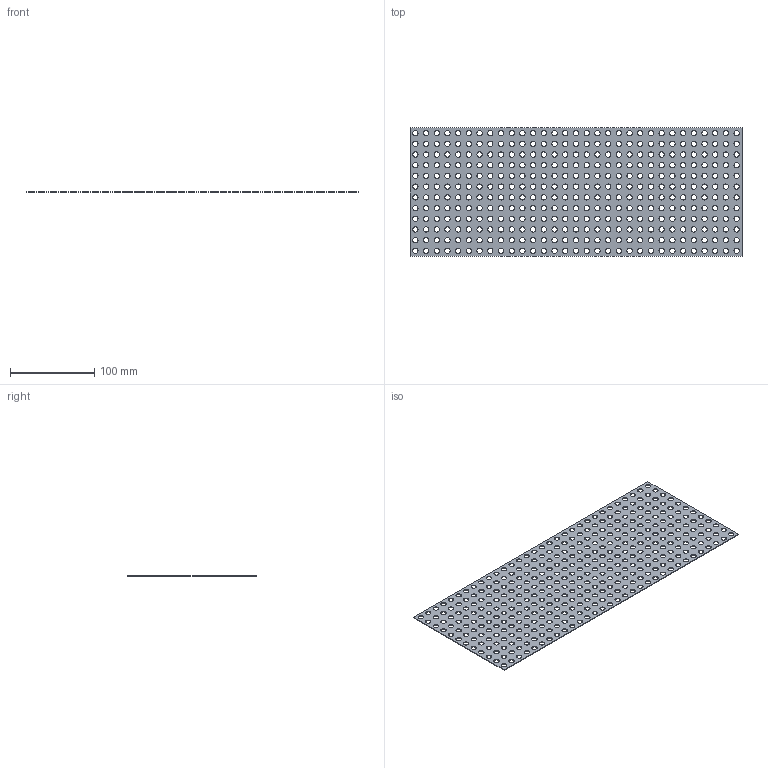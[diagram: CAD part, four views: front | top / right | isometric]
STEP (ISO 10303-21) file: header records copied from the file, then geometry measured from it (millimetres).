
FILE_DESCRIPTION (( 'STEP AP203' ), '1' );
FILE_NAME ('am-4964 15.5IN x 6.0IN x 0.03IN Perforated Sheet.STEP', '2023-07-17T19:52:52', ( '' ), ( '' ), 'SwSTEP 2.0', 'SolidWorks 2022', '' );
FILE_SCHEMA (( 'CONFIG_CONTROL_DESIGN' ));
Length unit declared in the file: inch
Products named in the file (1): am-4964 15.5IN x 6.0IN x 0.03IN Perforated Sheet
Bounding box: 393.7 x 152.4 x 0.79 mm (x, y, z)
Volume: 38273.8 mm3; surface area: 103195.3 mm2
Topology: 1 solids, 1 shells, 750 faces, 2244 edges, 1496 vertices
Faces by surface type: cylinder 744, plane 6
Entity records: 27763 total; most frequent: DIRECTION 5234, CARTESIAN_POINT 4491, ORIENTED_EDGE 4488, EDGE_CURVE 2244, AXIS2_PLACEMENT_3D 2239, VERTEX_POINT 1496, EDGE_LOOP 1494, CIRCLE 1488
